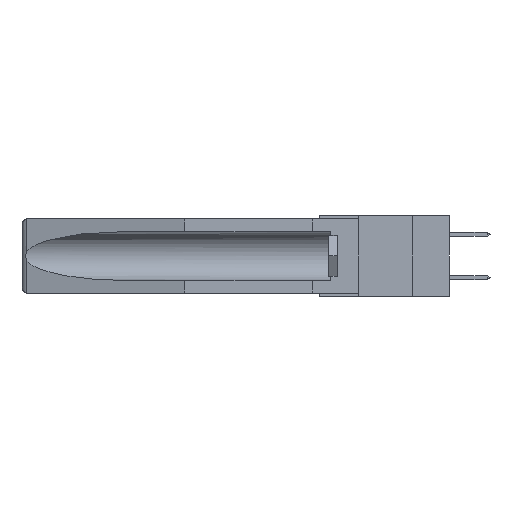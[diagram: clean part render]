
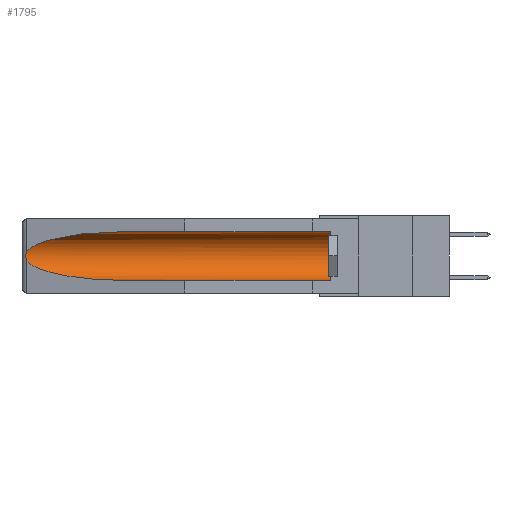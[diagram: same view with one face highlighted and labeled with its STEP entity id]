
A CAD part, left-side view. The second image highlights one B-rep face of the part: STEP entity #1795.
In plain terms, the highlighted cylindrical face has radius 2.857 mm (diameter 5.715 mm), a partial arc.
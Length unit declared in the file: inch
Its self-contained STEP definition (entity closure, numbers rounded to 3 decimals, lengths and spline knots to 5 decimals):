
#96 = CARTESIAN_POINT ( 'NONE',  ( 0.155, 1.07973, -0.059 ) ) ;
#270 = CARTESIAN_POINT ( 'NONE',  ( 0.155, 0.126, -0.1715 ) ) ;
#275 = EDGE_CURVE ( 'NONE', #14037, #13300, #11321, .T. ) ;
#806 = CARTESIAN_POINT ( 'NONE',  ( 0.155, 1.07973, -0.284 ) ) ;
#951 = CARTESIAN_POINT ( 'NONE',  ( 0.26597, 1.5296, -0.19026 ) ) ;
#1089 = VECTOR ( 'NONE', #6562, 39.37008 ) ;
#1795 = ADVANCED_FACE ( 'NONE', ( #15798 ), #7130, .F. ) ;
#2128 = CARTESIAN_POINT ( 'NONE',  ( 0.26537, 1.52718, -0.19328 ) ) ;
#3084 = EDGE_CURVE ( 'NONE', #8575, #13566, #7764, .T. ) ;
#3577 = CARTESIAN_POINT ( 'NONE',  ( 0.26654, 1.53092, -0.15636 ) ) ;
#3726 = EDGE_CURVE ( 'NONE', #14037, #10678, #16153, .T. ) ;
#3852 = DIRECTION ( 'NONE',  ( 0., 0., 1. ) ) ;
#3876 = CARTESIAN_POINT ( 'NONE',  ( 0.155, -0.30754, -0.059 ) ) ;
#4414 = CARTESIAN_POINT ( 'NONE',  ( 0.155, 0.126, -0.059 ) ) ;
#4774 = AXIS2_PLACEMENT_3D ( 'NONE', #270, #12204, #8295 ) ;
#4914 = CARTESIAN_POINT ( 'NONE',  ( 0.26597, 1.52961, -0.15275 ) ) ;
#5162 = VECTOR ( 'NONE', #6201, 39.37008 ) ;
#5611 = CARTESIAN_POINT ( 'NONE',  ( 0.26537, 1.52718, -0.19328 ) ) ;
#5825 = CARTESIAN_POINT ( 'NONE',  ( 0.155, 1.07973, -0.059 ) ) ;
#5939 = CARTESIAN_POINT ( 'NONE',  ( 0.21114, 1.30732, -0.059 ) ) ;
#6201 = DIRECTION ( 'NONE',  ( 0., 1., 0. ) ) ;
#6255 = CARTESIAN_POINT ( 'NONE',  ( 0.2675, 1.53308, -0.16763 ) ) ;
#6312 = CARTESIAN_POINT ( 'NONE',  ( 0.2673, 1.53269, -0.17917 ) ) ;
#6562 = DIRECTION ( 'NONE',  ( 0., 1., 0. ) ) ;
#7130 = CYLINDRICAL_SURFACE ( 'NONE', #13179, 0.1125 ) ;
#7334 = CARTESIAN_POINT ( 'NONE',  ( 0.25451, 1.48313, -0.09465 ) ) ;
#7591 = CARTESIAN_POINT ( 'NONE',  ( 0.26655, 1.53094, -0.18657 ) ) ;
#7759 = CARTESIAN_POINT ( 'NONE',  ( 0.155, -0.30754, -0.1715 ) ) ;
#7764 =( BOUNDED_CURVE ( )  B_SPLINE_CURVE ( 3, ( #5825, #5939, #7334, #11275 ),
 .UNSPECIFIED., .F., .F. ) 
 B_SPLINE_CURVE_WITH_KNOTS ( ( 4, 4 ),
 ( 4.71239, 6.08839 ),
 .UNSPECIFIED. ) 
 CURVE ( )  GEOMETRIC_REPRESENTATION_ITEM ( )  RATIONAL_B_SPLINE_CURVE ( ( 1., 0.848, 0.848, 1. ) ) 
 REPRESENTATION_ITEM ( '' )  );
#7998 = VERTEX_POINT ( 'NONE', #13555 ) ;
#8295 = DIRECTION ( 'NONE',  ( 0., 0., 1. ) ) ;
#8316 = ORIENTED_EDGE ( 'NONE', *, *, #10779, .T. ) ;
#8575 = VERTEX_POINT ( 'NONE', #96 ) ;
#9164 = ORIENTED_EDGE ( 'NONE', *, *, #10371, .T. ) ;
#9297 =( BOUNDED_CURVE ( )  B_SPLINE_CURVE ( 3, ( #5611, #10820, #13479, #12321 ),
 .UNSPECIFIED., .F., .F. ) 
 B_SPLINE_CURVE_WITH_KNOTS ( ( 4, 4 ),
 ( 0.1948, 1.5708 ),
 .UNSPECIFIED. ) 
 CURVE ( )  GEOMETRIC_REPRESENTATION_ITEM ( )  RATIONAL_B_SPLINE_CURVE ( ( 1., 0.848, 0.848, 1. ) ) 
 REPRESENTATION_ITEM ( '' )  );
#9737 = ORIENTED_EDGE ( 'NONE', *, *, #13266, .T. ) ;
#9952 = ORIENTED_EDGE ( 'NONE', *, *, #3084, .T. ) ;
#10371 = EDGE_CURVE ( 'NONE', #7998, #10678, #9297, .T. ) ;
#10678 = VERTEX_POINT ( 'NONE', #806 ) ;
#10779 = EDGE_CURVE ( 'NONE', #13566, #7998, #11109, .T. ) ;
#10820 = CARTESIAN_POINT ( 'NONE',  ( 0.25451, 1.48313, -0.24835 ) ) ;
#11109 = B_SPLINE_CURVE_WITH_KNOTS ( 'NONE', 3,
 ( #16684, #4914, #3577, #15350, #6255, #15510, #6312, #7591, #951, #2128 ),
 .UNSPECIFIED., .F., .F.,
 ( 4, 2, 2, 2, 4 ),
 ( 0., 0.00029, 0.00058, 0.00087, 0.00117 ),
 .UNSPECIFIED. ) ;
#11275 = CARTESIAN_POINT ( 'NONE',  ( 0.26537, 1.52718, -0.14972 ) ) ;
#11321 = CIRCLE ( 'NONE', #4774, 0.1125 ) ;
#11859 = DIRECTION ( 'NONE',  ( 0., 1., 0. ) ) ;
#12204 = DIRECTION ( 'NONE',  ( 0., -1., 0. ) ) ;
#12321 = CARTESIAN_POINT ( 'NONE',  ( 0.155, 1.07973, -0.284 ) ) ;
#13179 = AXIS2_PLACEMENT_3D ( 'NONE', #7759, #11859, #3852 ) ;
#13266 = EDGE_CURVE ( 'NONE', #13300, #8575, #15216, .T. ) ;
#13300 = VERTEX_POINT ( 'NONE', #4414 ) ;
#13456 = ORIENTED_EDGE ( 'NONE', *, *, #3726, .F. ) ;
#13479 = CARTESIAN_POINT ( 'NONE',  ( 0.21114, 1.30732, -0.284 ) ) ;
#13555 = CARTESIAN_POINT ( 'NONE',  ( 0.26537, 1.52718, -0.19328 ) ) ;
#13566 = VERTEX_POINT ( 'NONE', #15116 ) ;
#14037 = VERTEX_POINT ( 'NONE', #15752 ) ;
#14756 = ORIENTED_EDGE ( 'NONE', *, *, #275, .T. ) ;
#15116 = CARTESIAN_POINT ( 'NONE',  ( 0.26537, 1.52718, -0.14972 ) ) ;
#15216 = LINE ( 'NONE', #3876, #1089 ) ;
#15350 = CARTESIAN_POINT ( 'NONE',  ( 0.2673, 1.5327, -0.16383 ) ) ;
#15408 = CARTESIAN_POINT ( 'NONE',  ( 0.155, -0.30754, -0.284 ) ) ;
#15510 = CARTESIAN_POINT ( 'NONE',  ( 0.2675, 1.53308, -0.17534 ) ) ;
#15752 = CARTESIAN_POINT ( 'NONE',  ( 0.155, 0.126, -0.284 ) ) ;
#15798 = FACE_OUTER_BOUND ( 'NONE', #17098, .T. ) ;
#16153 = LINE ( 'NONE', #15408, #5162 ) ;
#16684 = CARTESIAN_POINT ( 'NONE',  ( 0.26537, 1.52718, -0.14972 ) ) ;
#17098 = EDGE_LOOP ( 'NONE', ( #9952, #8316, #9164, #13456, #14756, #9737 ) ) ;
